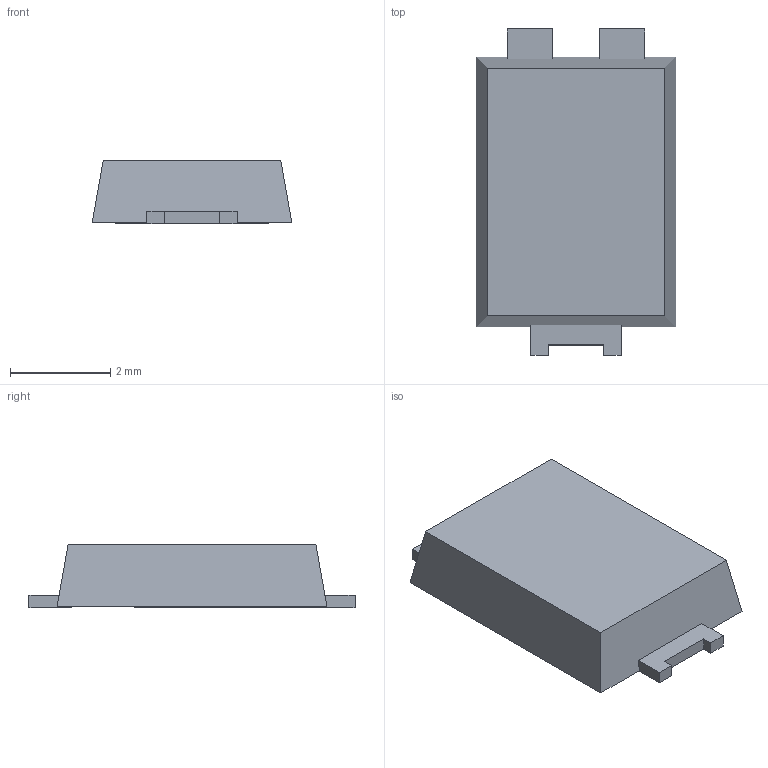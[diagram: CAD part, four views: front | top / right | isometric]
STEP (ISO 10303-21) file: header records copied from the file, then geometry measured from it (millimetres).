
FILE_DESCRIPTION(('FreeCAD Model'),'2;1');
FILE_NAME('TO-277B_a.step','2018-01-31T12:22:48', ('kicad StepUp'),('ksu MCAD'),'Open CASCADE STEP processor 7.1', 'FreeCAD','Unknown');
FILE_SCHEMA(('AUTOMOTIVE_DESIGN { 1 0 10303 214 1 1 1 1 }'));
Length unit declared in the file: millimetre
Products named in the file (1): TO-277B_a
Bounding box: 3.98 x 6.5 x 1.27 mm (x, y, z)
Volume: 25.1 mm3; surface area: 68.7 mm2
Topology: 3 solids, 3 shells, 32 faces, 234 edges, 676 vertices
Faces by surface type: plane 32
Entity records: 2716 total; most frequent: CARTESIAN_POINT 943, DIRECTION 300, LINE 234, VECTOR 234, GEOMETRIC_CURVE_SET 157, ORIENTED_EDGE 156, TRIMMED_CURVE 156, EDGE_CURVE 78
